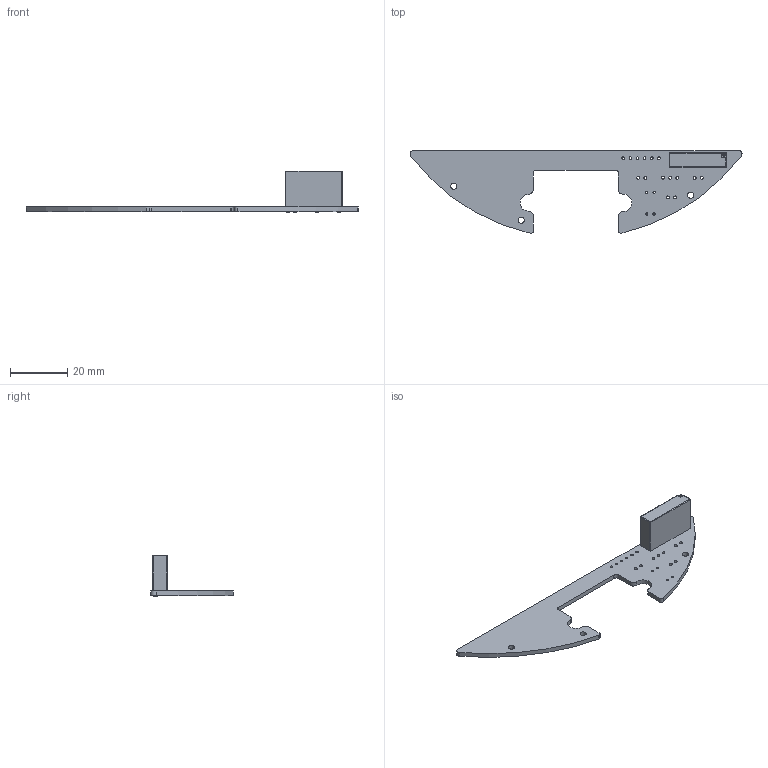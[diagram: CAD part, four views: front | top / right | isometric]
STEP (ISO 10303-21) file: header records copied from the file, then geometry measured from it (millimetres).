
FILE_DESCRIPTION(('KiCad electronic assembly'),'2;1');
FILE_NAME('ControlPanelESP.step','2022-02-03T21:01:28',('Pcbnew'),( 'Kicad'),'Open CASCADE STEP processor 7.5','KiCad to STEP converter' ,'Unknown');
FILE_SCHEMA(('AUTOMOTIVE_DESIGN { 1 0 10303 214 1 1 1 1 }'));
Length unit declared in the file: millimetre
Products named in the file (4): ControlPanelESP 1; HF49FDxxx-1Hx2x; SOLID; _autosave-ControlPanelESP PCB
Assembly tree (3 placements, depth 3):
  ControlPanelESP 1
    HF49FDxxx-1Hx2x
      SOLID
    _autosave-ControlPanelESP PCB
Bounding box: 116.39 x 28.95 x 14.6 mm (x, y, z)
Volume: 4088.5 mm3; surface area: 5040.7 mm2
Topology: 2 solids, 2 shells, 293 faces, 768 edges, 498 vertices
Faces by surface type: bspline 238, cylinder 40, plane 15
Full cylindrical faces by diameter (mm): 0.8 x4, 0.95 x9, 1 x6, 1.2 x2, 1.4 x2, 2.2 x3
Entity records: 21427 total; most frequent: CARTESIAN_POINT 8362, B_SPLINE_CURVE_WITH_KNOTS 1729, ORIENTED_EDGE 1528, PCURVE 1528, DEFINITIONAL_REPRESENTATION 1528, EDGE_CURVE 764, SURFACE_CURVE 738, DIRECTION 675
